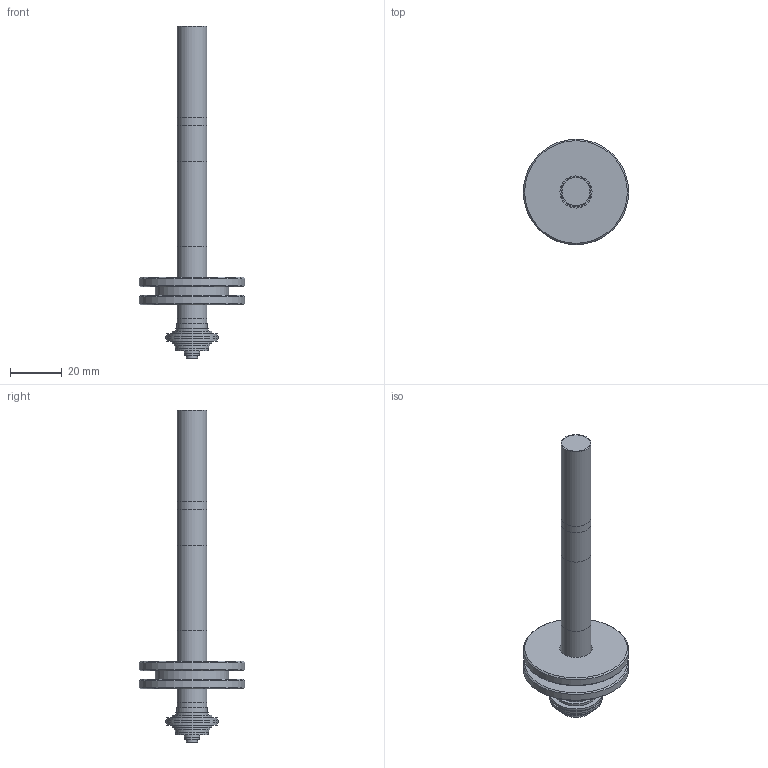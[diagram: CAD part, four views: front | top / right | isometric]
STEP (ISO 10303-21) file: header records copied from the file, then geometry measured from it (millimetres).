
FILE_DESCRIPTION(('Open CASCADE Model'),'2;1');
FILE_NAME('Open CASCADE Shape Model','2023-04-25T14:28:12',('Author'),( 'Open CASCADE'),'Open CASCADE STEP processor 7.6','Open CASCADE 7.6' ,'Unknown');
FILE_SCHEMA(('AUTOMOTIVE_DESIGN { 1 0 10303 214 1 1 1 1 }'));
Length unit declared in the file: millimetre
Products named in the file (143): CQ assembly; a4f96cc1-e364-11ed-bdc8-89540f2cf2b2; a4f96cc1-e364-11ed-bdc8-89540f2cf2b2_part; a3aae707-e364-11ed-8686-89540f2cf2b2; a3aae707-e364-11ed-8686-89540f2cf2b2_part; rightSGTB; rightSGTB_part; leftSGTB; leftSGTB_part; a3f71b12-e364-11ed-a77d-89540f2cf2b2; a3f71b12-e364-11ed-a77d-89540f2cf2b2_part; cylinder00; cylinder00_part; cylinder01; cylinder01_part; cylinder02; cylinder02_part; cylinder10; cylinder10_part; cylinder11; cylinder11_part; cylinder12; cylinder12_part; cylinder20; cylinder20_part; cylinder21; cylinder21_part; cylinder22; cylinder22_part; cylinder30; cylinder30_part; cylinder31; cylinder31_part; cylinder32; cylinder32_part; cylinder40; cylinder40_part; cylinder41; cylinder41_part; cylinder42 ...
Assembly tree (142 placements, depth 5):
  CQ assembly
    a4f96cc1-e364-11ed-bdc8-89540f2cf2b2
      a4f96cc1-e364-11ed-bdc8-89540f2cf2b2_part
      a3aae707-e364-11ed-8686-89540f2cf2b2
        a3aae707-e364-11ed-8686-89540f2cf2b2_part
        rightSGTB
          rightSGTB_part
        leftSGTB
          leftSGTB_part
      a3f71b12-e364-11ed-a77d-89540f2cf2b2
        a3f71b12-e364-11ed-a77d-89540f2cf2b2_part
        cylinder00
          cylinder00_part
        cylinder01
          cylinder01_part
        cylinder02
          cylinder02_part
        cylinder10
          cylinder10_part
        cylinder11
          cylinder11_part
        cylinder12
          cylinder12_part
        cylinder20
          cylinder20_part
        cylinder21
          cylinder21_part
        cylinder22
          cylinder22_part
        cylinder30
          cylinder30_part
        cylinder31
          cylinder31_part
        cylinder32
          cylinder32_part
        cylinder40
          cylinder40_part
        cylinder41
          cylinder41_part
        cylinder42
          cylinder42_part
        cylinder50
          cylinder50_part
        cylinder51
          cylinder51_part
        cylinder52
          cylinder52_part
        cylinder60
          cylinder60_part
        cylinder61
          cylinder61_part
        cylinder62
          cylinder62_part
        cylinder70
          cylinder70_part
        cylinder71
          cylinder71_part
        cylinder72
          cylinder72_part
        cylinder80
Bounding box: 40.6 x 40.6 x 128.02 mm (x, y, z)
Volume: 23982.6 mm3; surface area: 21200.4 mm2
Topology: 32 solids, 32 shells, 396 faces, 824 edges, 548 vertices
Faces by surface type: extrusion 224, plane 120, cylinder 48, cone 4
Full cylindrical faces by diameter (mm): 2.129 x6, 4.262 x1, 5.419 x1, 5.798 x1, 5.932 x2, 6.4 x2, 7.246 x2, 8.558 x2, 9.088 x2, 10.537 x2, 10.878 x2, 11.498 x8, 11.648 x1, 12.4 x2, 12.413 x1, 12.697 x1, 12.904 x1, 13.822 x1, 13.845 x2, 15.387 x1, 15.419 x1, 19.517 x1, 19.574 x1, 20.133 x1, 28.307 x1, 40.6 x2
Entity records: 31735 total; most frequent: CARTESIAN_POINT 13275, DIRECTION 2494, ORIENTED_EDGE 1648, PCURVE 1648, DEFINITIONAL_REPRESENTATION 1648, VECTOR 1600, LINE 1376, B_SPLINE_CURVE_WITH_KNOTS 1124
